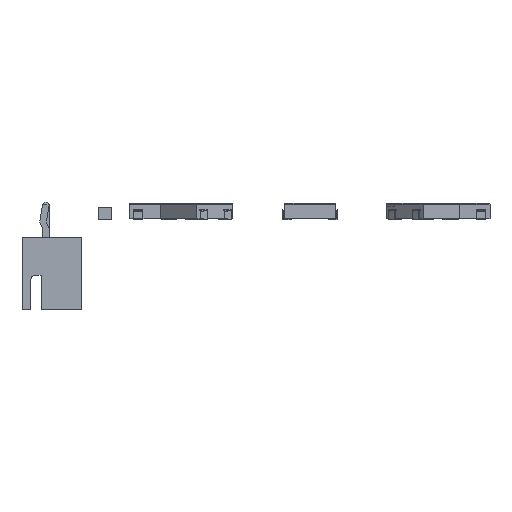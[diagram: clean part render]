
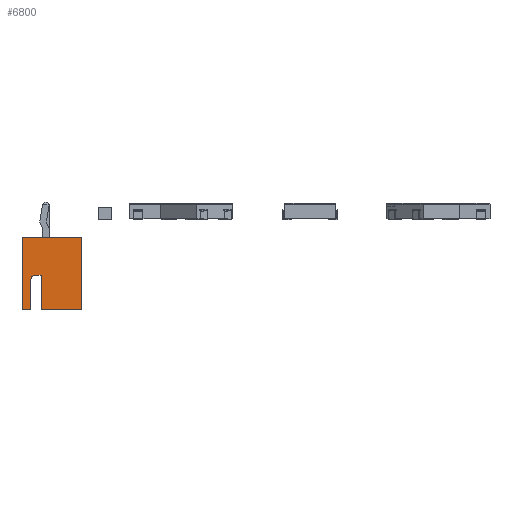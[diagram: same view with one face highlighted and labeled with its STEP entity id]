
A CAD part, left-side view. The second image highlights one B-rep face of the part: STEP entity #6800.
In plain terms, the highlighted face is planar.
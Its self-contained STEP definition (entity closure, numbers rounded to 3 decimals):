
#5747 = PLANE('',#5748);
#5748 = AXIS2_PLACEMENT_3D('',#5749,#5750,#5751);
#5749 = CARTESIAN_POINT('',(2.5,-0.525,7.));
#5750 = DIRECTION('',(0.,0.,1.));
#5751 = DIRECTION('',(-1.,0.,0.));
#5800 = VERTEX_POINT('',#5801);
#5801 = CARTESIAN_POINT('',(7.45,-3.4,7.));
#5815 = PLANE('',#5816);
#5816 = AXIS2_PLACEMENT_3D('',#5817,#5818,#5819);
#5817 = CARTESIAN_POINT('',(-2.45,-3.4,0.));
#5818 = DIRECTION('',(0.,1.,0.));
#5819 = DIRECTION('',(1.,0.,0.));
#5827 = EDGE_CURVE('',#5800,#5828,#5830,.T.);
#5828 = VERTEX_POINT('',#5829);
#5829 = CARTESIAN_POINT('',(7.45,0.5,7.));
#5830 = SURFACE_CURVE('',#5831,(#5835,#5842),.PCURVE_S1.);
#5831 = LINE('',#5832,#5833);
#5832 = CARTESIAN_POINT('',(7.45,-3.4,7.));
#5833 = VECTOR('',#5834,1.);
#5834 = DIRECTION('',(0.,1.,0.));
#5835 = PCURVE('',#5747,#5836);
#5836 = DEFINITIONAL_REPRESENTATION('',(#5837),#5841);
#5837 = LINE('',#5838,#5839);
#5838 = CARTESIAN_POINT('',(-4.95,2.875));
#5839 = VECTOR('',#5840,1.);
#5840 = DIRECTION('',(0.,-1.));
#5841 = ( GEOMETRIC_REPRESENTATION_CONTEXT(2) 
PARAMETRIC_REPRESENTATION_CONTEXT() REPRESENTATION_CONTEXT('2D SPACE',''
  ) );
#5842 = PCURVE('',#5843,#5848);
#5843 = PLANE('',#5844);
#5844 = AXIS2_PLACEMENT_3D('',#5845,#5846,#5847);
#5845 = CARTESIAN_POINT('',(7.45,-3.4,0.));
#5846 = DIRECTION('',(-1.,0.,0.));
#5847 = DIRECTION('',(0.,1.,0.));
#5848 = DEFINITIONAL_REPRESENTATION('',(#5849),#5853);
#5849 = LINE('',#5850,#5851);
#5850 = CARTESIAN_POINT('',(0.,-7.));
#5851 = VECTOR('',#5852,1.);
#5852 = DIRECTION('',(1.,0.));
#5853 = ( GEOMETRIC_REPRESENTATION_CONTEXT(2) 
PARAMETRIC_REPRESENTATION_CONTEXT() REPRESENTATION_CONTEXT('2D SPACE',''
  ) );
#5871 = PLANE('',#5872);
#5872 = AXIS2_PLACEMENT_3D('',#5873,#5874,#5875);
#5873 = CARTESIAN_POINT('',(7.45,0.5,3.65));
#5874 = DIRECTION('',(0.,1.,0.));
#5875 = DIRECTION('',(0.,-0.,1.));
#6167 = PLANE('',#6168);
#6168 = AXIS2_PLACEMENT_3D('',#6169,#6170,#6171);
#6169 = CARTESIAN_POINT('',(7.45,2.35,0.));
#6170 = DIRECTION('',(0.,-1.,0.));
#6171 = DIRECTION('',(-1.,0.,0.));
#6223 = PLANE('',#6224);
#6224 = AXIS2_PLACEMENT_3D('',#6225,#6226,#6227);
#6225 = CARTESIAN_POINT('',(2.5,1.5,4.555));
#6226 = DIRECTION('',(0.,-1.,0.));
#6227 = DIRECTION('',(0.,0.,1.));
#6390 = EDGE_CURVE('',#6391,#5800,#6393,.T.);
#6391 = VERTEX_POINT('',#6392);
#6392 = CARTESIAN_POINT('',(7.45,-3.4,0.));
#6393 = SURFACE_CURVE('',#6394,(#6398,#6405),.PCURVE_S1.);
#6394 = LINE('',#6395,#6396);
#6395 = CARTESIAN_POINT('',(7.45,-3.4,0.));
#6396 = VECTOR('',#6397,1.);
#6397 = DIRECTION('',(0.,0.,1.));
#6398 = PCURVE('',#5815,#6399);
#6399 = DEFINITIONAL_REPRESENTATION('',(#6400),#6404);
#6400 = LINE('',#6401,#6402);
#6401 = CARTESIAN_POINT('',(9.9,0.));
#6402 = VECTOR('',#6403,1.);
#6403 = DIRECTION('',(0.,-1.));
#6404 = ( GEOMETRIC_REPRESENTATION_CONTEXT(2) 
PARAMETRIC_REPRESENTATION_CONTEXT() REPRESENTATION_CONTEXT('2D SPACE',''
  ) );
#6405 = PCURVE('',#5843,#6406);
#6406 = DEFINITIONAL_REPRESENTATION('',(#6407),#6411);
#6407 = LINE('',#6408,#6409);
#6408 = CARTESIAN_POINT('',(0.,0.));
#6409 = VECTOR('',#6410,1.);
#6410 = DIRECTION('',(0.,-1.));
#6411 = ( GEOMETRIC_REPRESENTATION_CONTEXT(2) 
PARAMETRIC_REPRESENTATION_CONTEXT() REPRESENTATION_CONTEXT('2D SPACE',''
  ) );
#6429 = PLANE('',#6430);
#6430 = AXIS2_PLACEMENT_3D('',#6431,#6432,#6433);
#6431 = CARTESIAN_POINT('',(2.5,-0.525,0.));
#6432 = DIRECTION('',(0.,0.,1.));
#6433 = DIRECTION('',(-1.,0.,0.));
#6800 = ADVANCED_FACE('',(#6801),#5843,.F.);
#6801 = FACE_BOUND('',#6802,.F.);
#6802 = EDGE_LOOP('',(#6803,#6826,#6827,#6828,#6851,#6879,#6908,#6931,
    #6959));
#6803 = ORIENTED_EDGE('',*,*,#6804,.F.);
#6804 = EDGE_CURVE('',#6391,#6805,#6807,.T.);
#6805 = VERTEX_POINT('',#6806);
#6806 = CARTESIAN_POINT('',(7.45,2.35,0.));
#6807 = SURFACE_CURVE('',#6808,(#6812,#6819),.PCURVE_S1.);
#6808 = LINE('',#6809,#6810);
#6809 = CARTESIAN_POINT('',(7.45,-3.4,0.));
#6810 = VECTOR('',#6811,1.);
#6811 = DIRECTION('',(0.,1.,0.));
#6812 = PCURVE('',#5843,#6813);
#6813 = DEFINITIONAL_REPRESENTATION('',(#6814),#6818);
#6814 = LINE('',#6815,#6816);
#6815 = CARTESIAN_POINT('',(0.,0.));
#6816 = VECTOR('',#6817,1.);
#6817 = DIRECTION('',(1.,0.));
#6818 = ( GEOMETRIC_REPRESENTATION_CONTEXT(2) 
PARAMETRIC_REPRESENTATION_CONTEXT() REPRESENTATION_CONTEXT('2D SPACE',''
  ) );
#6819 = PCURVE('',#6429,#6820);
#6820 = DEFINITIONAL_REPRESENTATION('',(#6821),#6825);
#6821 = LINE('',#6822,#6823);
#6822 = CARTESIAN_POINT('',(-4.95,2.875));
#6823 = VECTOR('',#6824,1.);
#6824 = DIRECTION('',(0.,-1.));
#6825 = ( GEOMETRIC_REPRESENTATION_CONTEXT(2) 
PARAMETRIC_REPRESENTATION_CONTEXT() REPRESENTATION_CONTEXT('2D SPACE',''
  ) );
#6826 = ORIENTED_EDGE('',*,*,#6390,.T.);
#6827 = ORIENTED_EDGE('',*,*,#5827,.T.);
#6828 = ORIENTED_EDGE('',*,*,#6829,.F.);
#6829 = EDGE_CURVE('',#6830,#5828,#6832,.T.);
#6830 = VERTEX_POINT('',#6831);
#6831 = CARTESIAN_POINT('',(7.45,0.5,3.65));
#6832 = SURFACE_CURVE('',#6833,(#6837,#6844),.PCURVE_S1.);
#6833 = LINE('',#6834,#6835);
#6834 = CARTESIAN_POINT('',(7.45,0.5,3.65));
#6835 = VECTOR('',#6836,1.);
#6836 = DIRECTION('',(0.,0.,1.));
#6837 = PCURVE('',#5843,#6838);
#6838 = DEFINITIONAL_REPRESENTATION('',(#6839),#6843);
#6839 = LINE('',#6840,#6841);
#6840 = CARTESIAN_POINT('',(3.9,-3.65));
#6841 = VECTOR('',#6842,1.);
#6842 = DIRECTION('',(0.,-1.));
#6843 = ( GEOMETRIC_REPRESENTATION_CONTEXT(2) 
PARAMETRIC_REPRESENTATION_CONTEXT() REPRESENTATION_CONTEXT('2D SPACE',''
  ) );
#6844 = PCURVE('',#5871,#6845);
#6845 = DEFINITIONAL_REPRESENTATION('',(#6846),#6850);
#6846 = LINE('',#6847,#6848);
#6847 = CARTESIAN_POINT('',(0.,0.));
#6848 = VECTOR('',#6849,1.);
#6849 = DIRECTION('',(1.,0.));
#6850 = ( GEOMETRIC_REPRESENTATION_CONTEXT(2) 
PARAMETRIC_REPRESENTATION_CONTEXT() REPRESENTATION_CONTEXT('2D SPACE',''
  ) );
#6851 = ORIENTED_EDGE('',*,*,#6852,.F.);
#6852 = EDGE_CURVE('',#6853,#6830,#6855,.T.);
#6853 = VERTEX_POINT('',#6854);
#6854 = CARTESIAN_POINT('',(7.45,1.,3.65));
#6855 = SURFACE_CURVE('',#6856,(#6860,#6867),.PCURVE_S1.);
#6856 = LINE('',#6857,#6858);
#6857 = CARTESIAN_POINT('',(7.45,1.,3.65));
#6858 = VECTOR('',#6859,1.);
#6859 = DIRECTION('',(0.,-1.,0.));
#6860 = PCURVE('',#5843,#6861);
#6861 = DEFINITIONAL_REPRESENTATION('',(#6862),#6866);
#6862 = LINE('',#6863,#6864);
#6863 = CARTESIAN_POINT('',(4.4,-3.65));
#6864 = VECTOR('',#6865,1.);
#6865 = DIRECTION('',(-1.,-0.));
#6866 = ( GEOMETRIC_REPRESENTATION_CONTEXT(2) 
PARAMETRIC_REPRESENTATION_CONTEXT() REPRESENTATION_CONTEXT('2D SPACE',''
  ) );
#6867 = PCURVE('',#6868,#6873);
#6868 = PLANE('',#6869);
#6869 = AXIS2_PLACEMENT_3D('',#6870,#6871,#6872);
#6870 = CARTESIAN_POINT('',(7.45,1.,3.65));
#6871 = DIRECTION('',(0.,0.,1.));
#6872 = DIRECTION('',(0.,-1.,0.));
#6873 = DEFINITIONAL_REPRESENTATION('',(#6874),#6878);
#6874 = LINE('',#6875,#6876);
#6875 = CARTESIAN_POINT('',(0.,0.));
#6876 = VECTOR('',#6877,1.);
#6877 = DIRECTION('',(1.,0.));
#6878 = ( GEOMETRIC_REPRESENTATION_CONTEXT(2) 
PARAMETRIC_REPRESENTATION_CONTEXT() REPRESENTATION_CONTEXT('2D SPACE',''
  ) );
#6879 = ORIENTED_EDGE('',*,*,#6880,.F.);
#6880 = EDGE_CURVE('',#6881,#6853,#6883,.T.);
#6881 = VERTEX_POINT('',#6882);
#6882 = CARTESIAN_POINT('',(7.45,1.5,4.15));
#6883 = SURFACE_CURVE('',#6884,(#6889,#6896),.PCURVE_S1.);
#6884 = CIRCLE('',#6885,0.5);
#6885 = AXIS2_PLACEMENT_3D('',#6886,#6887,#6888);
#6886 = CARTESIAN_POINT('',(7.45,1.,4.15));
#6887 = DIRECTION('',(-1.,0.,0.));
#6888 = DIRECTION('',(0.,1.,0.));
#6889 = PCURVE('',#5843,#6890);
#6890 = DEFINITIONAL_REPRESENTATION('',(#6891),#6895);
#6891 = CIRCLE('',#6892,0.5);
#6892 = AXIS2_PLACEMENT_2D('',#6893,#6894);
#6893 = CARTESIAN_POINT('',(4.4,-4.15));
#6894 = DIRECTION('',(1.,0.));
#6895 = ( GEOMETRIC_REPRESENTATION_CONTEXT(2) 
PARAMETRIC_REPRESENTATION_CONTEXT() REPRESENTATION_CONTEXT('2D SPACE',''
  ) );
#6896 = PCURVE('',#6897,#6902);
#6897 = CYLINDRICAL_SURFACE('',#6898,0.5);
#6898 = AXIS2_PLACEMENT_3D('',#6899,#6900,#6901);
#6899 = CARTESIAN_POINT('',(7.45,1.,4.15));
#6900 = DIRECTION('',(1.,0.,-0.));
#6901 = DIRECTION('',(0.,1.,0.));
#6902 = DEFINITIONAL_REPRESENTATION('',(#6903),#6907);
#6903 = LINE('',#6904,#6905);
#6904 = CARTESIAN_POINT('',(6.283,0.));
#6905 = VECTOR('',#6906,1.);
#6906 = DIRECTION('',(-1.,0.));
#6907 = ( GEOMETRIC_REPRESENTATION_CONTEXT(2) 
PARAMETRIC_REPRESENTATION_CONTEXT() REPRESENTATION_CONTEXT('2D SPACE',''
  ) );
#6908 = ORIENTED_EDGE('',*,*,#6909,.F.);
#6909 = EDGE_CURVE('',#6910,#6881,#6912,.T.);
#6910 = VERTEX_POINT('',#6911);
#6911 = CARTESIAN_POINT('',(7.45,1.5,7.));
#6912 = SURFACE_CURVE('',#6913,(#6917,#6924),.PCURVE_S1.);
#6913 = LINE('',#6914,#6915);
#6914 = CARTESIAN_POINT('',(7.45,1.5,7.));
#6915 = VECTOR('',#6916,1.);
#6916 = DIRECTION('',(-0.,0.,-1.));
#6917 = PCURVE('',#5843,#6918);
#6918 = DEFINITIONAL_REPRESENTATION('',(#6919),#6923);
#6919 = LINE('',#6920,#6921);
#6920 = CARTESIAN_POINT('',(4.9,-7.));
#6921 = VECTOR('',#6922,1.);
#6922 = DIRECTION('',(0.,1.));
#6923 = ( GEOMETRIC_REPRESENTATION_CONTEXT(2) 
PARAMETRIC_REPRESENTATION_CONTEXT() REPRESENTATION_CONTEXT('2D SPACE',''
  ) );
#6924 = PCURVE('',#6223,#6925);
#6925 = DEFINITIONAL_REPRESENTATION('',(#6926),#6930);
#6926 = LINE('',#6927,#6928);
#6927 = CARTESIAN_POINT('',(2.445,-4.95));
#6928 = VECTOR('',#6929,1.);
#6929 = DIRECTION('',(-1.,0.));
#6930 = ( GEOMETRIC_REPRESENTATION_CONTEXT(2) 
PARAMETRIC_REPRESENTATION_CONTEXT() REPRESENTATION_CONTEXT('2D SPACE',''
  ) );
#6931 = ORIENTED_EDGE('',*,*,#6932,.T.);
#6932 = EDGE_CURVE('',#6910,#6933,#6935,.T.);
#6933 = VERTEX_POINT('',#6934);
#6934 = CARTESIAN_POINT('',(7.45,2.35,7.));
#6935 = SURFACE_CURVE('',#6936,(#6940,#6947),.PCURVE_S1.);
#6936 = LINE('',#6937,#6938);
#6937 = CARTESIAN_POINT('',(7.45,-3.4,7.));
#6938 = VECTOR('',#6939,1.);
#6939 = DIRECTION('',(0.,1.,0.));
#6940 = PCURVE('',#5843,#6941);
#6941 = DEFINITIONAL_REPRESENTATION('',(#6942),#6946);
#6942 = LINE('',#6943,#6944);
#6943 = CARTESIAN_POINT('',(0.,-7.));
#6944 = VECTOR('',#6945,1.);
#6945 = DIRECTION('',(1.,0.));
#6946 = ( GEOMETRIC_REPRESENTATION_CONTEXT(2) 
PARAMETRIC_REPRESENTATION_CONTEXT() REPRESENTATION_CONTEXT('2D SPACE',''
  ) );
#6947 = PCURVE('',#6948,#6953);
#6948 = PLANE('',#6949);
#6949 = AXIS2_PLACEMENT_3D('',#6950,#6951,#6952);
#6950 = CARTESIAN_POINT('',(2.5,-0.525,7.));
#6951 = DIRECTION('',(0.,0.,1.));
#6952 = DIRECTION('',(-1.,0.,0.));
#6953 = DEFINITIONAL_REPRESENTATION('',(#6954),#6958);
#6954 = LINE('',#6955,#6956);
#6955 = CARTESIAN_POINT('',(-4.95,2.875));
#6956 = VECTOR('',#6957,1.);
#6957 = DIRECTION('',(0.,-1.));
#6958 = ( GEOMETRIC_REPRESENTATION_CONTEXT(2) 
PARAMETRIC_REPRESENTATION_CONTEXT() REPRESENTATION_CONTEXT('2D SPACE',''
  ) );
#6959 = ORIENTED_EDGE('',*,*,#6960,.F.);
#6960 = EDGE_CURVE('',#6805,#6933,#6961,.T.);
#6961 = SURFACE_CURVE('',#6962,(#6966,#6973),.PCURVE_S1.);
#6962 = LINE('',#6963,#6964);
#6963 = CARTESIAN_POINT('',(7.45,2.35,0.));
#6964 = VECTOR('',#6965,1.);
#6965 = DIRECTION('',(0.,0.,1.));
#6966 = PCURVE('',#5843,#6967);
#6967 = DEFINITIONAL_REPRESENTATION('',(#6968),#6972);
#6968 = LINE('',#6969,#6970);
#6969 = CARTESIAN_POINT('',(5.75,0.));
#6970 = VECTOR('',#6971,1.);
#6971 = DIRECTION('',(0.,-1.));
#6972 = ( GEOMETRIC_REPRESENTATION_CONTEXT(2) 
PARAMETRIC_REPRESENTATION_CONTEXT() REPRESENTATION_CONTEXT('2D SPACE',''
  ) );
#6973 = PCURVE('',#6167,#6974);
#6974 = DEFINITIONAL_REPRESENTATION('',(#6975),#6979);
#6975 = LINE('',#6976,#6977);
#6976 = CARTESIAN_POINT('',(0.,0.));
#6977 = VECTOR('',#6978,1.);
#6978 = DIRECTION('',(0.,-1.));
#6979 = ( GEOMETRIC_REPRESENTATION_CONTEXT(2) 
PARAMETRIC_REPRESENTATION_CONTEXT() REPRESENTATION_CONTEXT('2D SPACE',''
  ) );
